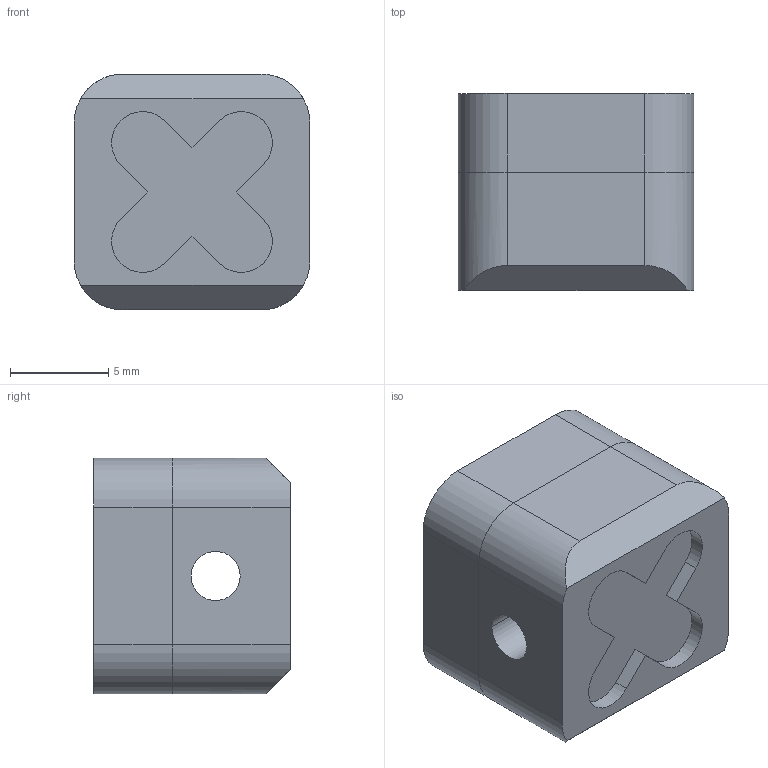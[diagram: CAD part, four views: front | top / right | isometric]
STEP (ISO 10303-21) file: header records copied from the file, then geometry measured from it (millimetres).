
FILE_DESCRIPTION (( 'STEP AP214' ), '1' );
FILE_NAME ('S17012110.STEP', '2023-11-29T20:02:03', ( '' ), ( '' ), 'SwSTEP 2.0', 'SolidWorks 2023', '' );
FILE_SCHEMA (( 'AUTOMOTIVE_DESIGN' ));
Length unit declared in the file: millimetre
Products named in the file (4): S17012110; S90A002; 17S012110; 62S012110
Assembly tree (2 placements, depth 2):
  S17012110
    17S012110
    62S012110
  S90A002
Bounding box: 12 x 10 x 12 mm (x, y, z)
Volume: 1274 mm3; surface area: 1087.5 mm2
Topology: 2 solids, 2 shells, 39 faces, 102 edges, 68 vertices
Faces by surface type: plane 23, cylinder 16
Entity records: 1311 total; most frequent: CARTESIAN_POINT 226, DIRECTION 218, ORIENTED_EDGE 204, EDGE_CURVE 102, AXIS2_PLACEMENT_3D 76, VERTEX_POINT 68, LINE 66, VECTOR 66
